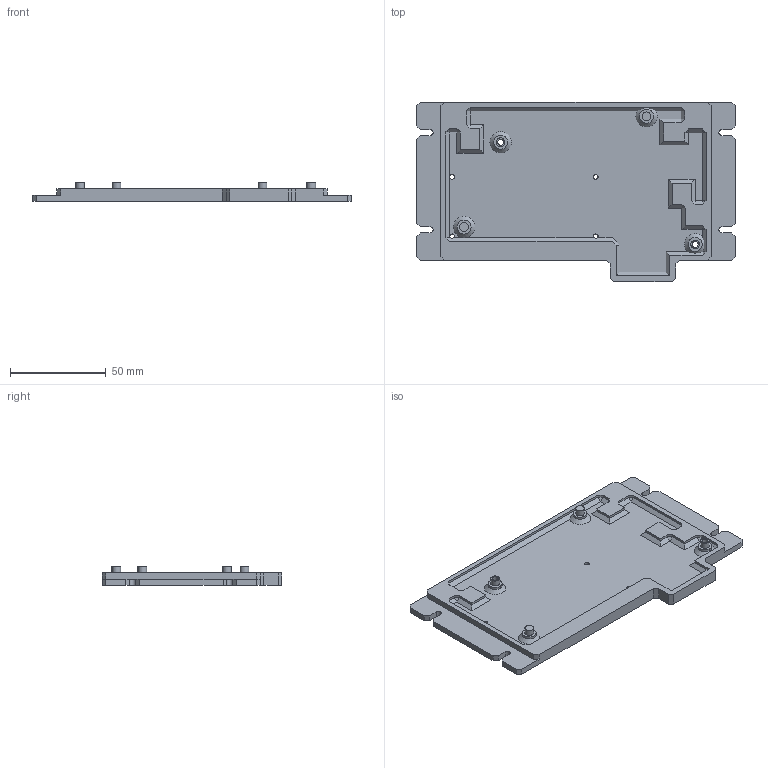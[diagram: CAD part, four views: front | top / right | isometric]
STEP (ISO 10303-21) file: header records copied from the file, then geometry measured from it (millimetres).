
FILE_DESCRIPTION(/* description */ ('STEP AP242','CAx-IF Rec.Pracs.---Representation and Presentation of Product Manufacturing Information (PMI)---4.0---2014-10-13','CAx-IF Rec.Pracs.---3D Tessellated Geometry---0.4---2014-09-14','2;1'),/* implementation_level */ '2;1');
FILE_NAME(/* name */ '630a97f578cd317946d22e62',/* time_stamp */ '2022-08-27T22:17:26+00:00',/* author */ (''),/* organization */ (''),/* preprocessor_version */ 'ST-DEVELOPER v18.102',/* originating_system */ ' ',/* authorisation */ ' ');
FILE_SCHEMA (('AP242_MANAGED_MODEL_BASED_3D_ENGINEERING_MIM_LF { 1 0 10303 442 1 1 4 }'));
Length unit declared in the file: metre
Products named in the file (1): bottom
Bounding box: 166.37 x 93.77 x 9.53 mm (x, y, z)
Volume: 54203.6 mm3; surface area: 32965.2 mm2
Topology: 1 solids, 1 shells, 169 faces, 426 edges, 264 vertices
Faces by surface type: plane 141, cylinder 18, cone 10
Full cylindrical faces by diameter (mm): 2.388 x4, 3.048 x2, 4.572 x4, 7.303 x4
Entity records: 4777 total; most frequent: CARTESIAN_POINT 837, ORIENTED_EDGE 784, DIRECTION 776, EDGE_CURVE 392, LINE 340, VECTOR 340, VERTEX_POINT 254, AXIS2_PLACEMENT_3D 218
